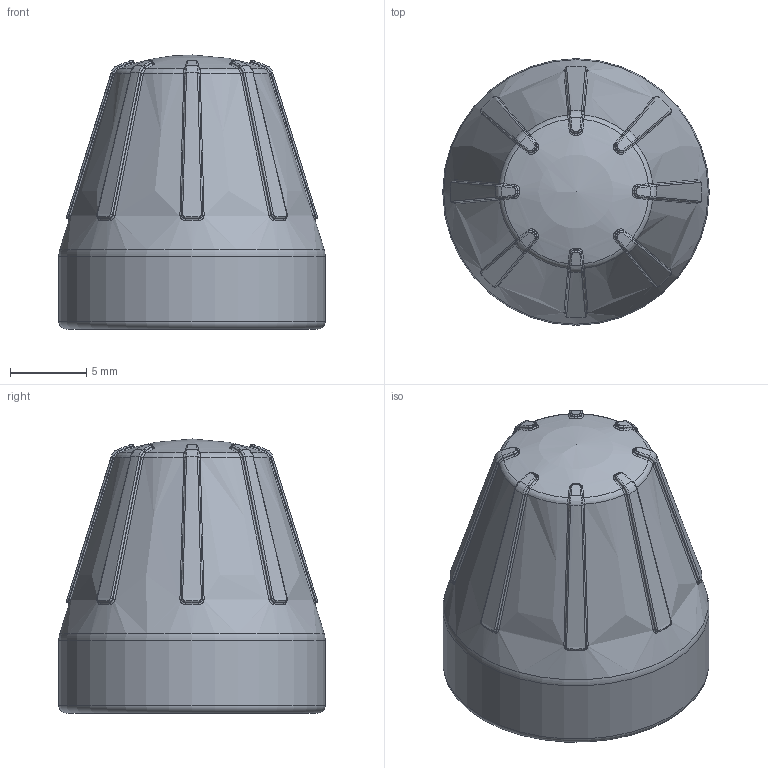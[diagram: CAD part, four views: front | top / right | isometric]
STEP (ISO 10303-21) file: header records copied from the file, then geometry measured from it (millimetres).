
FILE_DESCRIPTION(/* description */ (''),/* implementation_level */ '2;1');
FILE_NAME(/* name */ 'K8800-KN.stp',/* time_stamp */ '2017-11-30T09:41:53+01:00',/* author */ ('jange'),/* organization */ (''),/* preprocessor_version */ 'ST-DEVELOPER v17',/* originating_system */ 'Autodesk Inventor 2018',/* authorisation */ '');
FILE_SCHEMA (('AUTOMOTIVE_DESIGN { 1 0 10303 214 3 1 1 }'));
Length unit declared in the file: millimetre
Products named in the file (1): KNOB
Bounding box: 17.5 x 17.5 x 18 mm (x, y, z)
Volume: 1650 mm3; surface area: 2275.3 mm2
Topology: 1 solids, 1 shells, 340 faces, 807 edges, 474 vertices
Faces by surface type: bspline 160, torus 82, plane 43, cone 27, cylinder 15, sphere 13
Full cylindrical faces by diameter (mm): 5.85 x1, 14.5 x1, 17.5 x1
Entity records: 13093 total; most frequent: CARTESIAN_POINT 6101, ORIENTED_EDGE 1612, DIRECTION 1244, EDGE_CURVE 806, AXIS2_PLACEMENT_3D 593, VERTEX_POINT 474, CIRCLE 412, EDGE_LOOP 346
